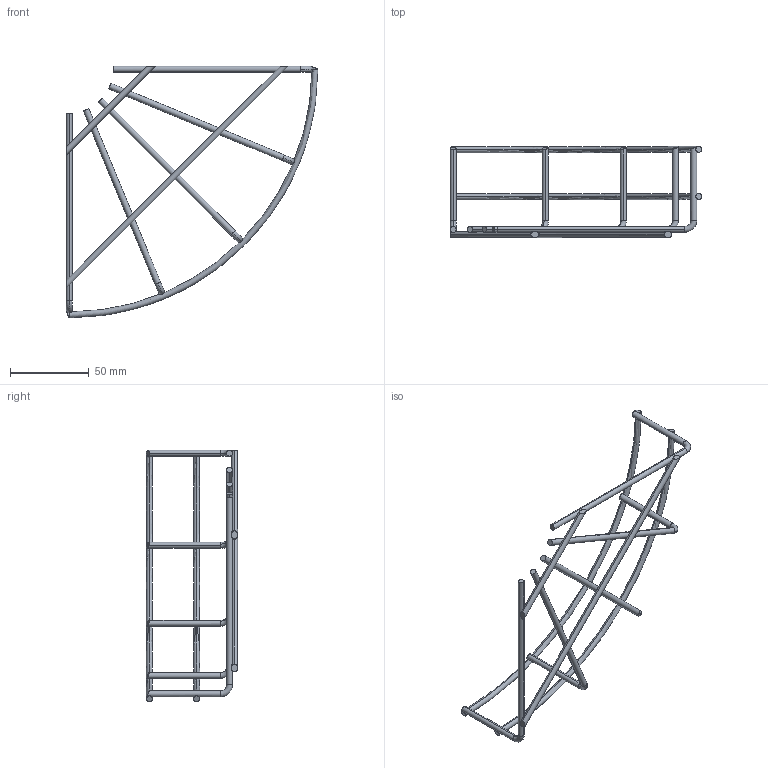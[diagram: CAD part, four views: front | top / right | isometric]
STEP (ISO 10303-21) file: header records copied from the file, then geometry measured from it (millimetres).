
FILE_DESCRIPTION (( 'STEP AP214' ), '1' );
FILE_NAME ('6001998.stp', '2016-08-23T06:44:42', ( '' ), ( '' ), 'SwSTEP 2.0', 'SolidWorks 2014', '' );
FILE_SCHEMA (( 'AUTOMOTIVE_DESIGN' ));
Length unit declared in the file: millimetre
Products named in the file (1): 6001998
Bounding box: 160.2 x 58 x 160.2 mm (x, y, z)
Volume: 18562.4 mm3; surface area: 19508.6 mm2
Topology: 1 solids, 1 shells, 66 faces, 208 edges, 138 vertices
Faces by surface type: cylinder 32, plane 20, torus 14
Entity records: 3296 total; most frequent: CARTESIAN_POINT 1493, ORIENTED_EDGE 416, DIRECTION 332, EDGE_CURVE 208, AXIS2_PLACEMENT_3D 143, VERTEX_POINT 138, EDGE_LOOP 84, CIRCLE 76
